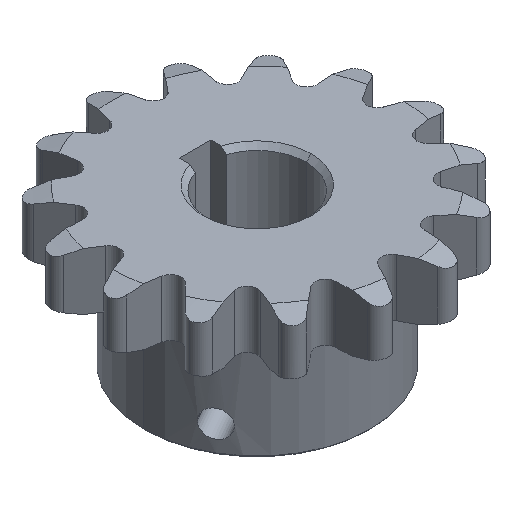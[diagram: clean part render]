
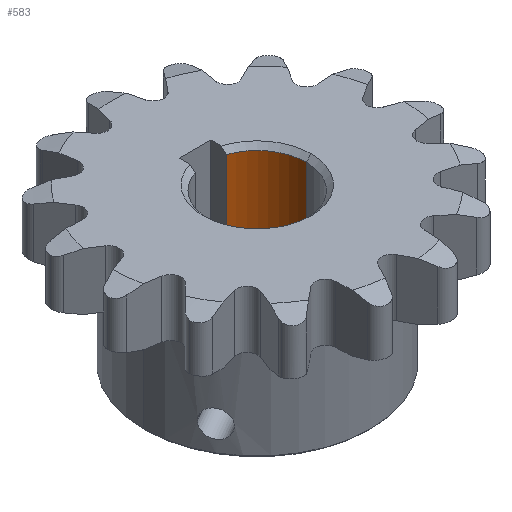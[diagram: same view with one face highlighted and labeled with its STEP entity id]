
A CAD part, isometric view. The second image highlights one B-rep face of the part: STEP entity #583.
In plain terms, the highlighted cylindrical face has radius 12.5 mm (diameter 25 mm), a partial arc.
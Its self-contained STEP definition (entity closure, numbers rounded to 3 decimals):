
#48 = CARTESIAN_POINT ( 'NONE',  ( 0., 0., 13.35 ) ) ;
#57 = EDGE_CURVE ( 'NONE', #2651, #392, #1681, .T. ) ;
#120 = CARTESIAN_POINT ( 'NONE',  ( 4., 11.843, -24.15 ) ) ;
#140 = CARTESIAN_POINT ( 'NONE',  ( 0., 0., -24.15 ) ) ;
#156 = CIRCLE ( 'NONE', #1368, 12.5 ) ;
#259 = VECTOR ( 'NONE', #3300, 1000. ) ;
#392 = VERTEX_POINT ( 'NONE', #4290 ) ;
#583 = ADVANCED_FACE ( 'NONE', ( #3292 ), #2960, .F. ) ;
#741 = ORIENTED_EDGE ( 'NONE', *, *, #57, .T. ) ;
#1106 = VERTEX_POINT ( 'NONE', #120 ) ;
#1148 = ORIENTED_EDGE ( 'NONE', *, *, #2478, .T. ) ;
#1312 = DIRECTION ( 'NONE',  ( 0., 0., 1. ) ) ;
#1368 = AXIS2_PLACEMENT_3D ( 'NONE', #48, #4250, #2377 ) ;
#1441 = DIRECTION ( 'NONE',  ( 0., 0., 1. ) ) ;
#1449 = AXIS2_PLACEMENT_3D ( 'NONE', #140, #4392, #2113 ) ;
#1681 = LINE ( 'NONE', #3229, #4661 ) ;
#1745 = DIRECTION ( 'NONE',  ( 1., 0., 0. ) ) ;
#1802 = ORIENTED_EDGE ( 'NONE', *, *, #4843, .T. ) ;
#2073 = EDGE_LOOP ( 'NONE', ( #1148, #741, #2548, #1802 ) ) ;
#2113 = DIRECTION ( 'NONE',  ( 1., 0., 0. ) ) ;
#2131 = EDGE_CURVE ( 'NONE', #392, #2789, #156, .T. ) ;
#2377 = DIRECTION ( 'NONE',  ( -1., 0., 0. ) ) ;
#2478 = EDGE_CURVE ( 'NONE', #1106, #2651, #2579, .T. ) ;
#2543 = LINE ( 'NONE', #2969, #259 ) ;
#2548 = ORIENTED_EDGE ( 'NONE', *, *, #2131, .T. ) ;
#2579 = CIRCLE ( 'NONE', #1449, 12.5 ) ;
#2651 = VERTEX_POINT ( 'NONE', #3831 ) ;
#2789 = VERTEX_POINT ( 'NONE', #3171 ) ;
#2960 = CYLINDRICAL_SURFACE ( 'NONE', #3204, 12.5 ) ;
#2969 = CARTESIAN_POINT ( 'NONE',  ( 4., 11.843, 14.6 ) ) ;
#2985 = CARTESIAN_POINT ( 'NONE',  ( 0., 0., 0. ) ) ;
#3171 = CARTESIAN_POINT ( 'NONE',  ( 4., 11.843, 13.35 ) ) ;
#3204 = AXIS2_PLACEMENT_3D ( 'NONE', #2985, #1441, #1745 ) ;
#3229 = CARTESIAN_POINT ( 'NONE',  ( 12.5, 0., 0. ) ) ;
#3292 = FACE_OUTER_BOUND ( 'NONE', #2073, .T. ) ;
#3300 = DIRECTION ( 'NONE',  ( 0., 0., -1. ) ) ;
#3831 = CARTESIAN_POINT ( 'NONE',  ( 12.5, 0., -24.15 ) ) ;
#4250 = DIRECTION ( 'NONE',  ( 0., 0., 1. ) ) ;
#4290 = CARTESIAN_POINT ( 'NONE',  ( 12.5, 0., 13.35 ) ) ;
#4392 = DIRECTION ( 'NONE',  ( 0., 0., -1. ) ) ;
#4661 = VECTOR ( 'NONE', #1312, 1000. ) ;
#4843 = EDGE_CURVE ( 'NONE', #2789, #1106, #2543, .T. ) ;
